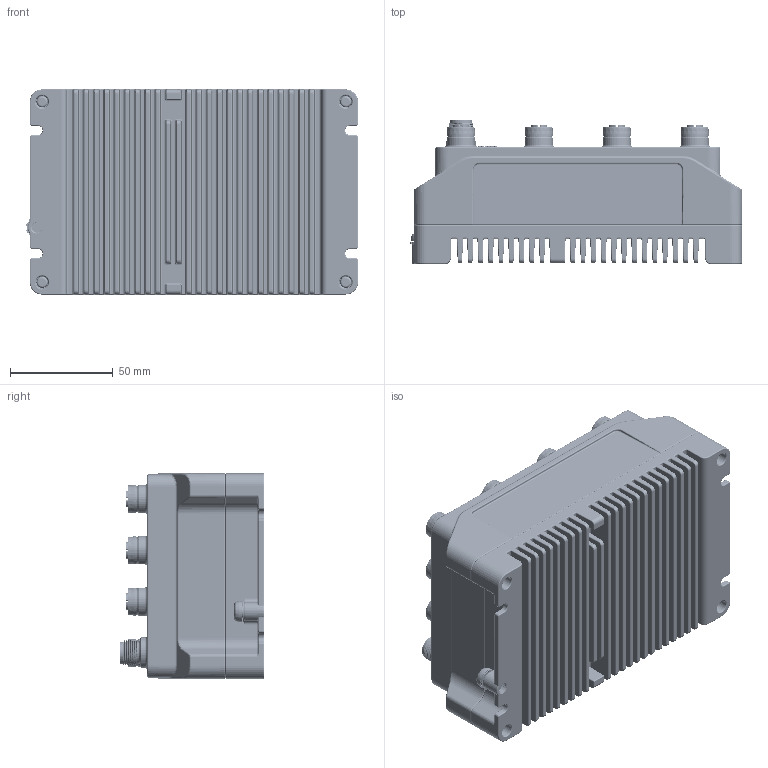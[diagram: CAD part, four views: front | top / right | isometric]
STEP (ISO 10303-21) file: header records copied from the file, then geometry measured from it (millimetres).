
FILE_DESCRIPTION (( 'STEP AP214' ), '1' );
FILE_NAME ('10GE Manged PoE PC Label for EKI-9510G-MPW-B(STEP).STEP', '2024-05-27T07:28:16', ( '' ), ( '' ), 'SwSTEP 2.0', 'SolidWorks 2022', '' );
FILE_SCHEMA (( 'AUTOMOTIVE_DESIGN' ));
Products named in the file (1): 10GE Manged PoE PC Label for EKI-9510G-MPW-B(STEP)
Bounding box: 161.84 x 70.48 x 100 mm (x, y, z)
Volume: 746700.4 mm3; surface area: 137635.4 mm2
Topology: 1 solids, 18 shells, 9066 faces, 23690 edges, 15405 vertices
Faces by surface type: plane 3487, bspline 2747, cylinder 2280, torus 322, cone 222, sphere 8
Entity records: 331926 total; most frequent: CARTESIAN_POINT 127481, ORIENTED_EDGE 47256, DIRECTION 35420, EDGE_CURVE 23628, VERTEX_POINT 15401, AXIS2_PLACEMENT_3D 12230, VECTOR 10960, LINE 10960
